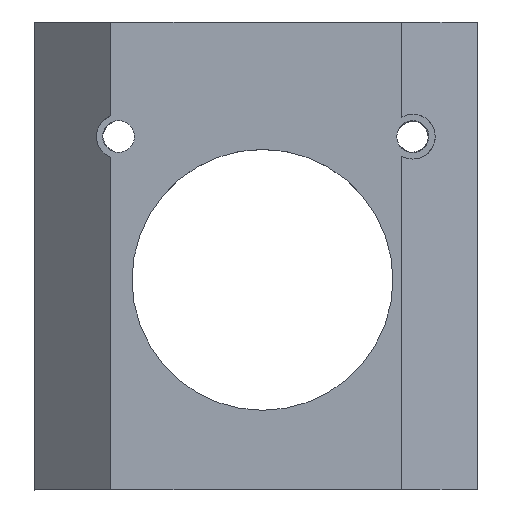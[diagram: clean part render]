
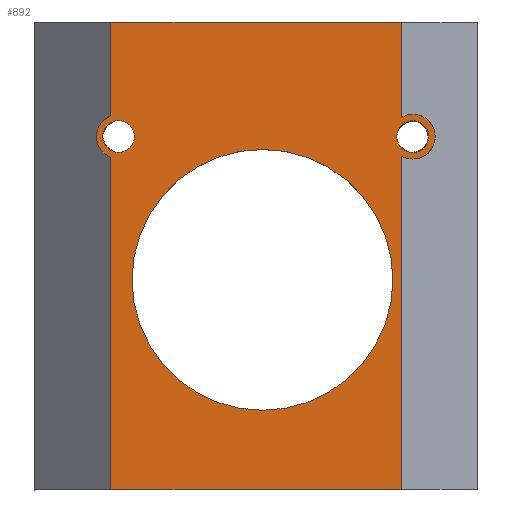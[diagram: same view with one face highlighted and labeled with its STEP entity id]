
A CAD part, top view. The second image highlights one B-rep face of the part: STEP entity #892.
In plain terms, the highlighted free-form (B-spline) face has degree [1, 1] with [2, 2] control points.
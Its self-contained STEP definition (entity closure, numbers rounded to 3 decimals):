
#24 = VERTEX_POINT('',#25);
#25 = CARTESIAN_POINT('',(8.154,0.821,7.637)
  );
#30 = EDGE_CURVE('',#31,#24,#33,.T.);
#31 = VERTEX_POINT('',#32);
#32 = CARTESIAN_POINT('',(-6.152,-13.485,7.637)
  );
#33 = CIRCLE('',#34,14.306);
#34 = AXIS2_PLACEMENT_3D('',#35,#36,#37);
#35 = CARTESIAN_POINT('',(-6.152,0.821,7.637)
  );
#36 = DIRECTION('',(-0.,0.,1.));
#37 = DIRECTION('',(0.,-1.,0.));
#39 = EDGE_CURVE('',#40,#31,#42,.T.);
#40 = VERTEX_POINT('',#41);
#41 = CARTESIAN_POINT('',(-20.458,0.821,7.637)
  );
#42 = CIRCLE('',#43,14.306);
#43 = AXIS2_PLACEMENT_3D('',#44,#45,#46);
#44 = CARTESIAN_POINT('',(-6.152,0.821,7.637)
  );
#45 = DIRECTION('',(-0.,0.,1.));
#46 = DIRECTION('',(0.,-1.,0.));
#691 = EDGE_CURVE('',#692,#694,#696,.T.);
#692 = VERTEX_POINT('',#693);
#693 = CARTESIAN_POINT('',(9.114,18.661,7.637
    ));
#694 = VERTEX_POINT('',#695);
#695 = CARTESIAN_POINT('',(9.114,29.1,7.637
    ));
#696 = LINE('',#697,#698);
#697 = CARTESIAN_POINT('',(9.114,-36.483,7.637
    ));
#698 = VECTOR('',#699,1.);
#699 = DIRECTION('',(0.,1.,0.));
#718 = VERTEX_POINT('',#719);
#719 = CARTESIAN_POINT('',(9.114,-22.201,7.637
    ));
#725 = EDGE_CURVE('',#718,#726,#728,.T.);
#726 = VERTEX_POINT('',#727);
#727 = CARTESIAN_POINT('',(9.114,-15.592,7.637
    ));
#728 = LINE('',#729,#730);
#729 = CARTESIAN_POINT('',(9.114,-36.483,7.637
    ));
#730 = VECTOR('',#731,1.);
#731 = DIRECTION('',(0.,1.,0.));
#733 = EDGE_CURVE('',#726,#734,#736,.T.);
#734 = VERTEX_POINT('',#735);
#735 = CARTESIAN_POINT('',(9.114,14.394,7.637
    ));
#736 = LINE('',#737,#738);
#737 = CARTESIAN_POINT('',(9.114,-36.483,7.637
    ));
#738 = VECTOR('',#739,1.);
#739 = DIRECTION('',(0.,1.,0.));
#866 = EDGE_CURVE('',#718,#867,#869,.T.);
#867 = VERTEX_POINT('',#868);
#868 = CARTESIAN_POINT('',(-22.782,-22.201,
    7.637));
#869 = LINE('',#870,#871);
#870 = CARTESIAN_POINT('',(-22.782,-22.201,
    7.637));
#871 = VECTOR('',#872,1.);
#872 = DIRECTION('',(-1.,0.,0.));
#892 = ADVANCED_FACE('',(#893,#913,#966,#995),#1006,.F.);
#893 = FACE_BOUND('',#894,.F.);
#894 = EDGE_LOOP('',(#895,#906));
#895 = ORIENTED_EDGE('',*,*,#896,.T.);
#896 = EDGE_CURVE('',#897,#899,#901,.T.);
#897 = VERTEX_POINT('',#898);
#898 = CARTESIAN_POINT('',(-21.936,18.29,
    7.637));
#899 = VERTEX_POINT('',#900);
#900 = CARTESIAN_POINT('',(-21.936,14.787,
    7.637));
#901 = CIRCLE('',#902,1.752);
#902 = AXIS2_PLACEMENT_3D('',#903,#904,#905);
#903 = CARTESIAN_POINT('',(-21.936,16.538,
    7.637));
#904 = DIRECTION('',(-0.,0.,1.));
#905 = DIRECTION('',(0.,-1.,0.));
#906 = ORIENTED_EDGE('',*,*,#907,.T.);
#907 = EDGE_CURVE('',#899,#897,#908,.T.);
#908 = CIRCLE('',#909,1.752);
#909 = AXIS2_PLACEMENT_3D('',#910,#911,#912);
#910 = CARTESIAN_POINT('',(-21.936,16.538,
    7.637));
#911 = DIRECTION('',(-0.,0.,1.));
#912 = DIRECTION('',(0.,-1.,0.));
#913 = FACE_BOUND('',#914,.F.);
#914 = EDGE_LOOP('',(#915,#916,#917,#918,#926,#935,#943,#949,#950,#959)
  );
#915 = ORIENTED_EDGE('',*,*,#733,.F.);
#916 = ORIENTED_EDGE('',*,*,#725,.F.);
#917 = ORIENTED_EDGE('',*,*,#866,.T.);
#918 = ORIENTED_EDGE('',*,*,#919,.T.);
#919 = EDGE_CURVE('',#867,#920,#922,.T.);
#920 = VERTEX_POINT('',#921);
#921 = CARTESIAN_POINT('',(-22.782,14.282,
    7.637));
#922 = LINE('',#923,#924);
#923 = CARTESIAN_POINT('',(-22.782,-36.483,
    7.637));
#924 = VECTOR('',#925,1.);
#925 = DIRECTION('',(0.,1.,0.));
#926 = ORIENTED_EDGE('',*,*,#927,.T.);
#927 = EDGE_CURVE('',#920,#928,#930,.T.);
#928 = VERTEX_POINT('',#929);
#929 = CARTESIAN_POINT('',(-22.782,18.795,
    7.637));
#930 = CIRCLE('',#931,2.41);
#931 = AXIS2_PLACEMENT_3D('',#932,#933,#934);
#932 = CARTESIAN_POINT('',(-21.936,16.538,
    7.637));
#933 = DIRECTION('',(0.,0.,-1.));
#934 = DIRECTION('',(0.,1.,0.));
#935 = ORIENTED_EDGE('',*,*,#936,.T.);
#936 = EDGE_CURVE('',#928,#937,#939,.T.);
#937 = VERTEX_POINT('',#938);
#938 = CARTESIAN_POINT('',(-22.782,29.1,
    7.637));
#939 = LINE('',#940,#941);
#940 = CARTESIAN_POINT('',(-22.782,-36.483,
    7.637));
#941 = VECTOR('',#942,1.);
#942 = DIRECTION('',(0.,1.,0.));
#943 = ORIENTED_EDGE('',*,*,#944,.F.);
#944 = EDGE_CURVE('',#694,#937,#945,.T.);
#945 = LINE('',#946,#947);
#946 = CARTESIAN_POINT('',(-6.834,29.1,
    7.637));
#947 = VECTOR('',#948,1.);
#948 = DIRECTION('',(-1.,0.,0.));
#949 = ORIENTED_EDGE('',*,*,#691,.F.);
#950 = ORIENTED_EDGE('',*,*,#951,.T.);
#951 = EDGE_CURVE('',#692,#952,#954,.T.);
#952 = VERTEX_POINT('',#953);
#953 = CARTESIAN_POINT('',(10.33,18.983,7.637
    ));
#954 = CIRCLE('',#955,2.455);
#955 = AXIS2_PLACEMENT_3D('',#956,#957,#958);
#956 = CARTESIAN_POINT('',(10.33,16.528,7.637
    ));
#957 = DIRECTION('',(0.,0.,-1.));
#958 = DIRECTION('',(0.,1.,0.));
#959 = ORIENTED_EDGE('',*,*,#960,.T.);
#960 = EDGE_CURVE('',#952,#734,#961,.T.);
#961 = CIRCLE('',#962,2.455);
#962 = AXIS2_PLACEMENT_3D('',#963,#964,#965);
#963 = CARTESIAN_POINT('',(10.33,16.528,7.637
    ));
#964 = DIRECTION('',(0.,0.,-1.));
#965 = DIRECTION('',(0.,1.,0.));
#966 = FACE_BOUND('',#967,.F.);
#967 = EDGE_LOOP('',(#968,#979,#988));
#968 = ORIENTED_EDGE('',*,*,#969,.T.);
#969 = EDGE_CURVE('',#970,#972,#974,.T.);
#970 = VERTEX_POINT('',#971);
#971 = CARTESIAN_POINT('',(9.115,15.268,7.636
    ));
#972 = VERTEX_POINT('',#973);
#973 = CARTESIAN_POINT('',(10.33,14.776,7.637
    ));
#974 = CIRCLE('',#975,1.751);
#975 = AXIS2_PLACEMENT_3D('',#976,#977,#978);
#976 = CARTESIAN_POINT('',(10.33,16.528,7.637
    ));
#977 = DIRECTION('',(-0.,0.,1.));
#978 = DIRECTION('',(0.,-1.,0.));
#979 = ORIENTED_EDGE('',*,*,#980,.T.);
#980 = EDGE_CURVE('',#972,#981,#983,.T.);
#981 = VERTEX_POINT('',#982);
#982 = CARTESIAN_POINT('',(9.114,17.788,7.637)
  );
#983 = CIRCLE('',#984,1.751);
#984 = AXIS2_PLACEMENT_3D('',#985,#986,#987);
#985 = CARTESIAN_POINT('',(10.33,16.528,7.637
    ));
#986 = DIRECTION('',(-0.,0.,1.));
#987 = DIRECTION('',(0.,-1.,0.));
#988 = ORIENTED_EDGE('',*,*,#989,.T.);
#989 = EDGE_CURVE('',#981,#970,#990,.T.);
#990 = CIRCLE('',#991,1.749);
#991 = AXIS2_PLACEMENT_3D('',#992,#993,#994);
#992 = CARTESIAN_POINT('',(10.328,16.529,
    7.637));
#993 = DIRECTION('',(-0.,0.,1.));
#994 = DIRECTION('',(0.,-1.,0.));
#995 = FACE_BOUND('',#996,.F.);
#996 = EDGE_LOOP('',(#997,#998,#999));
#997 = ORIENTED_EDGE('',*,*,#39,.T.);
#998 = ORIENTED_EDGE('',*,*,#30,.T.);
#999 = ORIENTED_EDGE('',*,*,#1000,.T.);
#1000 = EDGE_CURVE('',#24,#40,#1001,.T.);
#1001 = CIRCLE('',#1002,14.306);
#1002 = AXIS2_PLACEMENT_3D('',#1003,#1004,#1005);
#1003 = CARTESIAN_POINT('',(-6.152,0.821,7.637
    ));
#1004 = DIRECTION('',(-0.,0.,1.));
#1005 = DIRECTION('',(0.,-1.,0.));
#1006 = B_SPLINE_SURFACE_WITH_KNOTS('',1,1,(
    (#1007,#1008)
    ,(#1009,#1010
    )),.UNSPECIFIED.,.F.,.F.,.F.,(2,2),(2,2),(0.,1.),(0.,1.),
  .PIECEWISE_BEZIER_KNOTS.);
#1007 = CARTESIAN_POINT('',(-24.569,-22.201,
    7.637));
#1008 = CARTESIAN_POINT('',(13.008,-22.201,
    7.637));
#1009 = CARTESIAN_POINT('',(-24.569,29.1,
    7.637));
#1010 = CARTESIAN_POINT('',(13.008,29.1,
    7.637));
